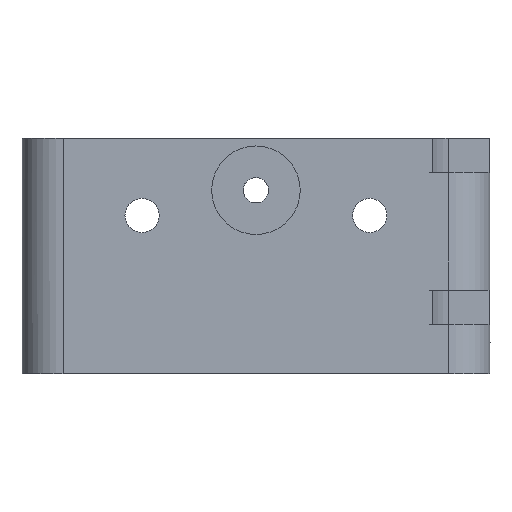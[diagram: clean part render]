
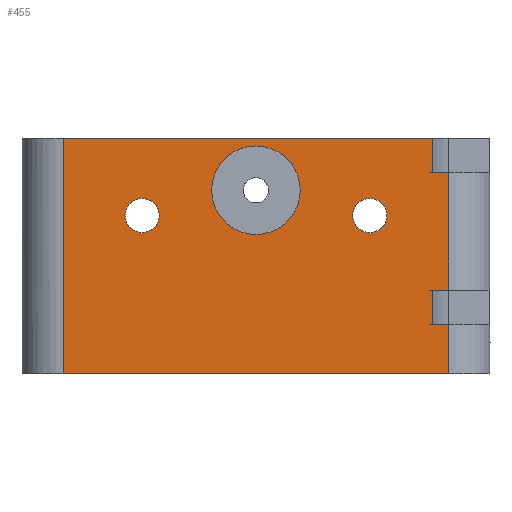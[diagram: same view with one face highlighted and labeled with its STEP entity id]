
A CAD part, front view. The second image highlights one B-rep face of the part: STEP entity #455.
In plain terms, the highlighted planar face has unit normal (0, -1, 0).
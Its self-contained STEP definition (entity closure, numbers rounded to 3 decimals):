
#24 = VERTEX_POINT('',#25);
#25 = CARTESIAN_POINT('',(-33.74,0.,0.));
#58 = VERTEX_POINT('',#59);
#59 = CARTESIAN_POINT('',(-33.74,0.,18.6));
#66 = EDGE_CURVE('',#24,#58,#67,.T.);
#67 = LINE('',#68,#69);
#68 = CARTESIAN_POINT('',(-33.74,0.,0.));
#69 = VECTOR('',#70,1.);
#70 = DIRECTION('',(0.,0.,1.));
#81 = EDGE_CURVE('',#24,#82,#84,.T.);
#82 = VERTEX_POINT('',#83);
#83 = CARTESIAN_POINT('',(-3.25,0.,0.));
#84 = LINE('',#85,#86);
#85 = CARTESIAN_POINT('',(-33.74,0.,0.));
#86 = VECTOR('',#87,1.);
#87 = DIRECTION('',(1.,0.,0.));
#455 = ADVANCED_FACE('',(#456,#522,#533,#544),#555,.F.);
#456 = FACE_BOUND('',#457,.F.);
#457 = EDGE_LOOP('',(#458,#459,#460,#468,#476,#484,#492,#500,#508,#516)
  );
#458 = ORIENTED_EDGE('',*,*,#81,.F.);
#459 = ORIENTED_EDGE('',*,*,#66,.T.);
#460 = ORIENTED_EDGE('',*,*,#461,.T.);
#461 = EDGE_CURVE('',#58,#462,#464,.T.);
#462 = VERTEX_POINT('',#463);
#463 = CARTESIAN_POINT('',(-4.549,0.,18.6));
#464 = LINE('',#465,#466);
#465 = CARTESIAN_POINT('',(-33.74,0.,18.6));
#466 = VECTOR('',#467,1.);
#467 = DIRECTION('',(1.,0.,0.));
#468 = ORIENTED_EDGE('',*,*,#469,.F.);
#469 = EDGE_CURVE('',#470,#462,#472,.T.);
#470 = VERTEX_POINT('',#471);
#471 = CARTESIAN_POINT('',(-4.549,0.,15.9));
#472 = LINE('',#473,#474);
#473 = CARTESIAN_POINT('',(-4.549,0.,18.6));
#474 = VECTOR('',#475,1.);
#475 = DIRECTION('',(0.,0.,1.));
#476 = ORIENTED_EDGE('',*,*,#477,.T.);
#477 = EDGE_CURVE('',#470,#478,#480,.T.);
#478 = VERTEX_POINT('',#479);
#479 = CARTESIAN_POINT('',(-3.25,0.,15.9));
#480 = LINE('',#481,#482);
#481 = CARTESIAN_POINT('',(-18.243,0.,15.9));
#482 = VECTOR('',#483,1.);
#483 = DIRECTION('',(1.,0.,0.));
#484 = ORIENTED_EDGE('',*,*,#485,.F.);
#485 = EDGE_CURVE('',#486,#478,#488,.T.);
#486 = VERTEX_POINT('',#487);
#487 = CARTESIAN_POINT('',(-3.25,0.,6.6));
#488 = LINE('',#489,#490);
#489 = CARTESIAN_POINT('',(-3.25,0.,0.));
#490 = VECTOR('',#491,1.);
#491 = DIRECTION('',(0.,0.,1.));
#492 = ORIENTED_EDGE('',*,*,#493,.F.);
#493 = EDGE_CURVE('',#494,#486,#496,.T.);
#494 = VERTEX_POINT('',#495);
#495 = CARTESIAN_POINT('',(-4.549,0.,6.6));
#496 = LINE('',#497,#498);
#497 = CARTESIAN_POINT('',(-18.243,0.,6.6));
#498 = VECTOR('',#499,1.);
#499 = DIRECTION('',(1.,0.,0.));
#500 = ORIENTED_EDGE('',*,*,#501,.F.);
#501 = EDGE_CURVE('',#502,#494,#504,.T.);
#502 = VERTEX_POINT('',#503);
#503 = CARTESIAN_POINT('',(-4.549,0.,3.9));
#504 = LINE('',#505,#506);
#505 = CARTESIAN_POINT('',(-4.549,0.,6.6));
#506 = VECTOR('',#507,1.);
#507 = DIRECTION('',(0.,0.,1.));
#508 = ORIENTED_EDGE('',*,*,#509,.T.);
#509 = EDGE_CURVE('',#502,#510,#512,.T.);
#510 = VERTEX_POINT('',#511);
#511 = CARTESIAN_POINT('',(-3.25,0.,3.9));
#512 = LINE('',#513,#514);
#513 = CARTESIAN_POINT('',(-18.243,0.,3.9));
#514 = VECTOR('',#515,1.);
#515 = DIRECTION('',(1.,0.,0.));
#516 = ORIENTED_EDGE('',*,*,#517,.F.);
#517 = EDGE_CURVE('',#82,#510,#518,.T.);
#518 = LINE('',#519,#520);
#519 = CARTESIAN_POINT('',(-3.25,0.,0.));
#520 = VECTOR('',#521,1.);
#521 = DIRECTION('',(0.,0.,1.));
#522 = FACE_BOUND('',#523,.F.);
#523 = EDGE_LOOP('',(#524));
#524 = ORIENTED_EDGE('',*,*,#525,.T.);
#525 = EDGE_CURVE('',#526,#526,#528,.T.);
#526 = VERTEX_POINT('',#527);
#527 = CARTESIAN_POINT('',(-26.15,0.,12.5));
#528 = CIRCLE('',#529,1.35);
#529 = AXIS2_PLACEMENT_3D('',#530,#531,#532);
#530 = CARTESIAN_POINT('',(-27.5,0.,12.5));
#531 = DIRECTION('',(0.,-1.,0.));
#532 = DIRECTION('',(1.,0.,0.));
#533 = FACE_BOUND('',#534,.F.);
#534 = EDGE_LOOP('',(#535));
#535 = ORIENTED_EDGE('',*,*,#536,.T.);
#536 = EDGE_CURVE('',#537,#537,#539,.T.);
#537 = VERTEX_POINT('',#538);
#538 = CARTESIAN_POINT('',(-15.,0.,14.5));
#539 = CIRCLE('',#540,3.5);
#540 = AXIS2_PLACEMENT_3D('',#541,#542,#543);
#541 = CARTESIAN_POINT('',(-18.5,0.,14.5));
#542 = DIRECTION('',(0.,-1.,0.));
#543 = DIRECTION('',(1.,0.,0.));
#544 = FACE_BOUND('',#545,.F.);
#545 = EDGE_LOOP('',(#546));
#546 = ORIENTED_EDGE('',*,*,#547,.T.);
#547 = EDGE_CURVE('',#548,#548,#550,.T.);
#548 = VERTEX_POINT('',#549);
#549 = CARTESIAN_POINT('',(-8.15,0.,12.5));
#550 = CIRCLE('',#551,1.35);
#551 = AXIS2_PLACEMENT_3D('',#552,#553,#554);
#552 = CARTESIAN_POINT('',(-9.5,0.,12.5));
#553 = DIRECTION('',(0.,-1.,0.));
#554 = DIRECTION('',(1.,0.,0.));
#555 = PLANE('',#556);
#556 = AXIS2_PLACEMENT_3D('',#557,#558,#559);
#557 = CARTESIAN_POINT('',(-33.74,0.,0.));
#558 = DIRECTION('',(0.,1.,0.));
#559 = DIRECTION('',(1.,0.,0.));
